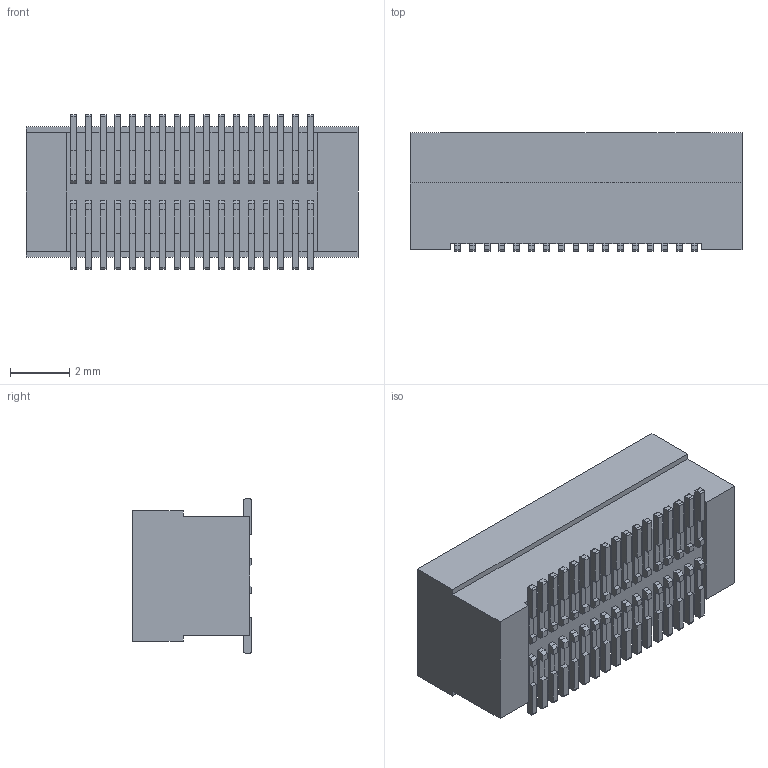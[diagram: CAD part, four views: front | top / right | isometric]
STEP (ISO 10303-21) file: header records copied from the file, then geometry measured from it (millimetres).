
FILE_DESCRIPTION (( 'STEP AP214' ), '1' );
FILE_NAME ('FBB05003-F34S1003K6MH40-REF.STEP', '2024-11-25T02:13:39', ( '' ), ( '' ), 'SwSTEP 2.0', 'SolidWorks 2021', '' );
FILE_SCHEMA (( 'AUTOMOTIVE_DESIGN' ));
Length unit declared in the file: millimetre
Products named in the file (1): FBB05003-F34S1003K6MH40-REF
Bounding box: 11.2 x 4 x 5.2 mm (x, y, z)
Volume: 122.2 mm3; surface area: 692.8 mm2
Topology: 1 solids, 1 shells, 1320 faces, 3778 edges, 2496 vertices
Faces by surface type: plane 1252, cylinder 68
Entity records: 42248 total; most frequent: CARTESIAN_POINT 7595, ORIENTED_EDGE 7556, DIRECTION 6556, EDGE_CURVE 3778, LINE 3642, VECTOR 3642, VERTEX_POINT 2496, AXIS2_PLACEMENT_3D 1457
